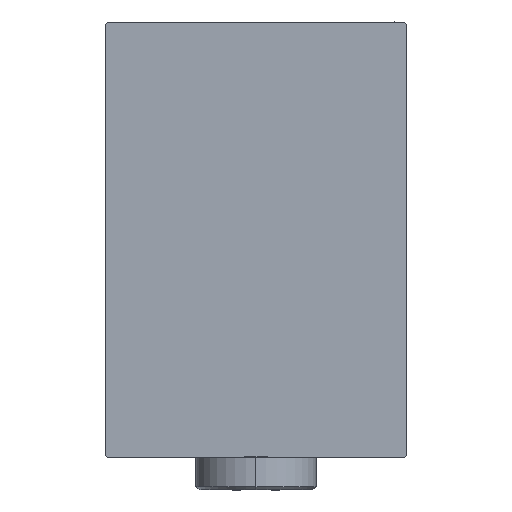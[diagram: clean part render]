
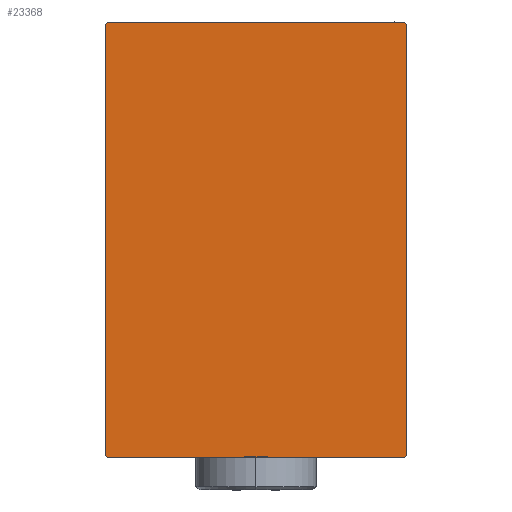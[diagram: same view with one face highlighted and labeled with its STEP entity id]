
A CAD part, left-side view. The second image highlights one B-rep face of the part: STEP entity #23368.
In plain terms, the highlighted face is planar.
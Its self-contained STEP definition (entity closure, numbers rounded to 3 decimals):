
#453 = VERTEX_POINT ( 'NONE', #8237 ) ;
#2363 = LINE ( 'NONE', #42745, #27044 ) ;
#2512 = LINE ( 'NONE', #28083, #27646 ) ;
#3225 = CARTESIAN_POINT ( 'NONE',  ( 100., -22.5, -32.2 ) ) ;
#3617 = EDGE_CURVE ( 'NONE', #46074, #21188, #2512, .T. ) ;
#3761 = DIRECTION ( 'NONE',  ( 0., 1., 0. ) ) ;
#3984 = VECTOR ( 'NONE', #3761, 1000. ) ;
#4541 = VERTEX_POINT ( 'NONE', #27160 ) ;
#5821 = DIRECTION ( 'NONE',  ( 0., -0.707, -0.707 ) ) ;
#6686 = EDGE_CURVE ( 'NONE', #15163, #28724, #25420, .T. ) ;
#8237 = CARTESIAN_POINT ( 'NONE',  ( 100., -22.2, 32.5 ) ) ;
#8510 = CARTESIAN_POINT ( 'NONE',  ( 100., 0., 0. ) ) ;
#9934 = DIRECTION ( 'NONE',  ( 0., -0.707, 0.707 ) ) ;
#11633 = DIRECTION ( 'NONE',  ( 0., 0., -1. ) ) ;
#12268 = CARTESIAN_POINT ( 'NONE',  ( 100., -22.5, 32.2 ) ) ;
#12401 = ORIENTED_EDGE ( 'NONE', *, *, #37449, .T. ) ;
#13577 = ORIENTED_EDGE ( 'NONE', *, *, #45820, .T. ) ;
#15163 = VERTEX_POINT ( 'NONE', #12268 ) ;
#15457 = LINE ( 'NONE', #30044, #20946 ) ;
#15549 = VECTOR ( 'NONE', #35713, 1000. ) ;
#16874 = EDGE_CURVE ( 'NONE', #453, #15163, #38332, .T. ) ;
#18332 = CARTESIAN_POINT ( 'NONE',  ( 100., 22.2, -32.5 ) ) ;
#18722 = DIRECTION ( 'NONE',  ( 0., 0.707, 0.707 ) ) ;
#19035 = DIRECTION ( 'NONE',  ( 1., 0., 0. ) ) ;
#20171 = CARTESIAN_POINT ( 'NONE',  ( 100., -27.35, 27.35 ) ) ;
#20946 = VECTOR ( 'NONE', #23343, 1000. ) ;
#21132 = CARTESIAN_POINT ( 'NONE',  ( 100., -22.5, 32.5 ) ) ;
#21188 = VERTEX_POINT ( 'NONE', #34633 ) ;
#22423 = EDGE_LOOP ( 'NONE', ( #23741, #13577, #32579, #33053, #27524, #44385, #32954, #12401 ) ) ;
#22869 = DIRECTION ( 'NONE',  ( 0., 0., 1. ) ) ;
#23343 = DIRECTION ( 'NONE',  ( 0., -1., 0. ) ) ;
#23368 = ADVANCED_FACE ( 'NONE', ( #27138 ), #44832, .T. ) ;
#23741 = ORIENTED_EDGE ( 'NONE', *, *, #32040, .T. ) ;
#23899 = CARTESIAN_POINT ( 'NONE',  ( 100., 22.5, 32.2 ) ) ;
#25420 = LINE ( 'NONE', #21132, #15549 ) ;
#25886 = LINE ( 'NONE', #39764, #31787 ) ;
#27044 = VECTOR ( 'NONE', #35115, 1000. ) ;
#27138 = FACE_OUTER_BOUND ( 'NONE', #22423, .T. ) ;
#27160 = CARTESIAN_POINT ( 'NONE',  ( 100., -22.2, -32.5 ) ) ;
#27524 = ORIENTED_EDGE ( 'NONE', *, *, #38133, .T. ) ;
#27646 = VECTOR ( 'NONE', #9934, 1000. ) ;
#28083 = CARTESIAN_POINT ( 'NONE',  ( 100., 27.35, 27.35 ) ) ;
#28379 = LINE ( 'NONE', #32918, #3984 ) ;
#28443 = VECTOR ( 'NONE', #22869, 1000. ) ;
#28724 = VERTEX_POINT ( 'NONE', #3225 ) ;
#30044 = CARTESIAN_POINT ( 'NONE',  ( 100., 22.5, 32.5 ) ) ;
#31787 = VECTOR ( 'NONE', #18722, 1000. ) ;
#32040 = EDGE_CURVE ( 'NONE', #4541, #46461, #28379, .T. ) ;
#32579 = ORIENTED_EDGE ( 'NONE', *, *, #33185, .T. ) ;
#32918 = CARTESIAN_POINT ( 'NONE',  ( 100., -22.5, -32.5 ) ) ;
#32954 = ORIENTED_EDGE ( 'NONE', *, *, #6686, .T. ) ;
#33053 = ORIENTED_EDGE ( 'NONE', *, *, #3617, .T. ) ;
#33185 = EDGE_CURVE ( 'NONE', #38432, #46074, #40567, .T. ) ;
#34633 = CARTESIAN_POINT ( 'NONE',  ( 100., 22.2, 32.5 ) ) ;
#35115 = DIRECTION ( 'NONE',  ( 0., 0.707, -0.707 ) ) ;
#35141 = AXIS2_PLACEMENT_3D ( 'NONE', #8510, #19035, #11633 ) ;
#35713 = DIRECTION ( 'NONE',  ( 0., 0., -1. ) ) ;
#36329 = VECTOR ( 'NONE', #5821, 1000. ) ;
#36990 = CARTESIAN_POINT ( 'NONE',  ( 100., 22.5, -32.5 ) ) ;
#37386 = CARTESIAN_POINT ( 'NONE',  ( 100., 22.5, -32.2 ) ) ;
#37449 = EDGE_CURVE ( 'NONE', #28724, #4541, #2363, .T. ) ;
#38133 = EDGE_CURVE ( 'NONE', #21188, #453, #15457, .T. ) ;
#38332 = LINE ( 'NONE', #20171, #36329 ) ;
#38432 = VERTEX_POINT ( 'NONE', #37386 ) ;
#39764 = CARTESIAN_POINT ( 'NONE',  ( 100., 27.35, -27.35 ) ) ;
#40567 = LINE ( 'NONE', #36990, #28443 ) ;
#42745 = CARTESIAN_POINT ( 'NONE',  ( 100., -27.35, -27.35 ) ) ;
#44385 = ORIENTED_EDGE ( 'NONE', *, *, #16874, .T. ) ;
#44832 = PLANE ( 'NONE',  #35141 ) ;
#45820 = EDGE_CURVE ( 'NONE', #46461, #38432, #25886, .T. ) ;
#46074 = VERTEX_POINT ( 'NONE', #23899 ) ;
#46461 = VERTEX_POINT ( 'NONE', #18332 ) ;
